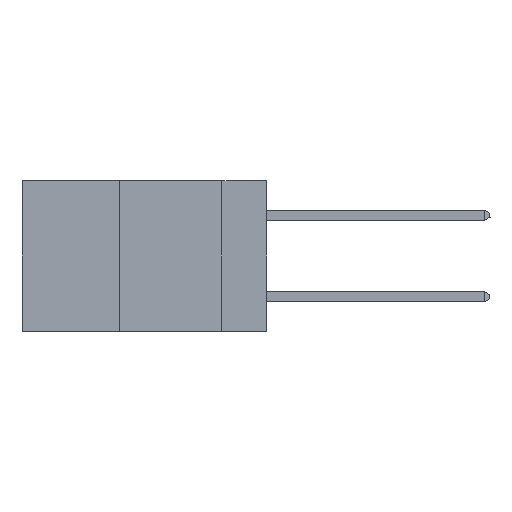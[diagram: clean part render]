
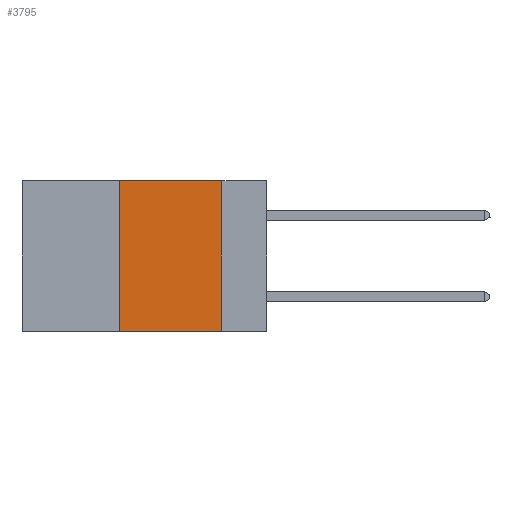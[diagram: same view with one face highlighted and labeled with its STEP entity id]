
A CAD part, left-side view. The second image highlights one B-rep face of the part: STEP entity #3795.
In plain terms, the highlighted planar face has unit normal (-1, 0, 0).
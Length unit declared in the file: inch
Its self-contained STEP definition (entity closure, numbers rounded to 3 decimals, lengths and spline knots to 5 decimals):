
#304 = CARTESIAN_POINT ( 'NONE',  ( 0., 0.36, 0. ) ) ;
#560 = EDGE_CURVE ( 'NONE', #5459, #6169, #2543, .T. ) ;
#909 = FACE_OUTER_BOUND ( 'NONE', #6130, .T. ) ;
#1093 = VECTOR ( 'NONE', #8262, 39.37008 ) ;
#1268 = EDGE_CURVE ( 'NONE', #5459, #8937, #2185, .T. ) ;
#1341 = VECTOR ( 'NONE', #8650, 39.37008 ) ;
#1561 = EDGE_CURVE ( 'NONE', #12283, #6169, #1782, .T. ) ;
#1756 = DIRECTION ( 'NONE',  ( 0., 0., -1. ) ) ;
#1782 = LINE ( 'NONE', #11639, #3237 ) ;
#2126 = CARTESIAN_POINT ( 'NONE',  ( 0., 0.11, -0.37 ) ) ;
#2185 = LINE ( 'NONE', #304, #3023 ) ;
#2543 = LINE ( 'NONE', #2658, #1341 ) ;
#2658 = CARTESIAN_POINT ( 'NONE',  ( 0., 0.6, -0.37 ) ) ;
#2730 = CARTESIAN_POINT ( 'NONE',  ( 0., 0.6, 0. ) ) ;
#3023 = VECTOR ( 'NONE', #6320, 39.37008 ) ;
#3237 = VECTOR ( 'NONE', #7839, 39.37008 ) ;
#3792 = ORIENTED_EDGE ( 'NONE', *, *, #560, .T. ) ;
#3795 = ADVANCED_FACE ( 'NONE', ( #909 ), #9559, .F. ) ;
#4104 = EDGE_CURVE ( 'NONE', #8937, #12283, #4506, .T. ) ;
#4382 = ORIENTED_EDGE ( 'NONE', *, *, #1561, .F. ) ;
#4506 = LINE ( 'NONE', #12384, #1093 ) ;
#5459 = VERTEX_POINT ( 'NONE', #11304 ) ;
#5790 = ORIENTED_EDGE ( 'NONE', *, *, #1268, .F. ) ;
#6130 = EDGE_LOOP ( 'NONE', ( #4382, #7498, #5790, #3792 ) ) ;
#6169 = VERTEX_POINT ( 'NONE', #2126 ) ;
#6320 = DIRECTION ( 'NONE',  ( 0., 0., 1. ) ) ;
#7289 = CARTESIAN_POINT ( 'NONE',  ( 0., 0.11, 0. ) ) ;
#7498 = ORIENTED_EDGE ( 'NONE', *, *, #4104, .F. ) ;
#7839 = DIRECTION ( 'NONE',  ( 0., 0., -1. ) ) ;
#8262 = DIRECTION ( 'NONE',  ( 0., -1., 0. ) ) ;
#8515 = AXIS2_PLACEMENT_3D ( 'NONE', #2730, #11609, #1756 ) ;
#8650 = DIRECTION ( 'NONE',  ( 0., -1., 0. ) ) ;
#8784 = CARTESIAN_POINT ( 'NONE',  ( 0., 0.36, 0. ) ) ;
#8937 = VERTEX_POINT ( 'NONE', #8784 ) ;
#9559 = PLANE ( 'NONE',  #8515 ) ;
#11304 = CARTESIAN_POINT ( 'NONE',  ( 0., 0.36, -0.37 ) ) ;
#11609 = DIRECTION ( 'NONE',  ( 1., 0., 0. ) ) ;
#11639 = CARTESIAN_POINT ( 'NONE',  ( 0., 0.11, 0. ) ) ;
#12283 = VERTEX_POINT ( 'NONE', #7289 ) ;
#12384 = CARTESIAN_POINT ( 'NONE',  ( 0., 0.6, 0. ) ) ;
